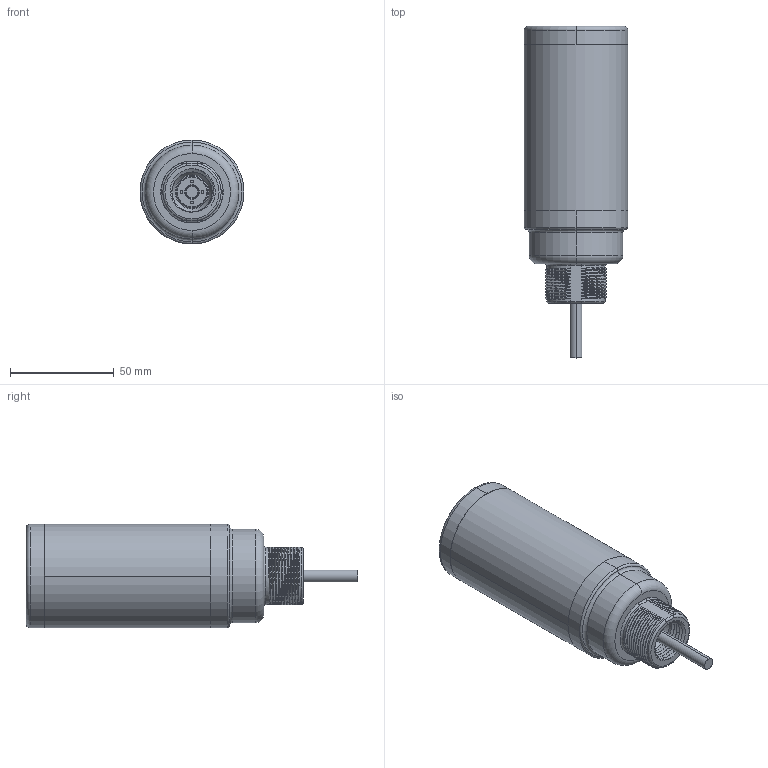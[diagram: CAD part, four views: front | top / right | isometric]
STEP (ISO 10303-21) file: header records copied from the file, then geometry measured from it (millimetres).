
FILE_DESCRIPTION((''),'2;1');
FILE_NAME('146180_SW','2009-04-28T',('banengservice'),('BANNER ENGINEERING'),'PRO/ENGINEER BY PARAMETRIC TECHNOLOGY CORPORATION, 2006170','PRO/ENGINEER BY PARAMETRIC TECHNOLOGY CORPORATION, 2006170','');
FILE_SCHEMA(('CONFIG_CONTROL_DESIGN'));
Length unit declared in the file: inch
Products named in the file (1): 146180_SW
Bounding box: 50 x 159.6 x 50 mm (x, y, z)
Volume: 31231.2 mm3; surface area: 54771.2 mm2
Topology: 3 solids, 4 shells, 520 faces, 1350 edges, 871 vertices
Faces by surface type: cylinder 164, bspline 156, plane 118, cone 42, torus 40
Entity records: 44031 total; most frequent: CARTESIAN_POINT 32563, ORIENTED_EDGE 2700, DIRECTION 1861, EDGE_CURVE 1350, VERTEX_POINT 871, AXIS2_PLACEMENT_3D 729, B_SPLINE_CURVE_WITH_KNOTS 583, EDGE_LOOP 559
